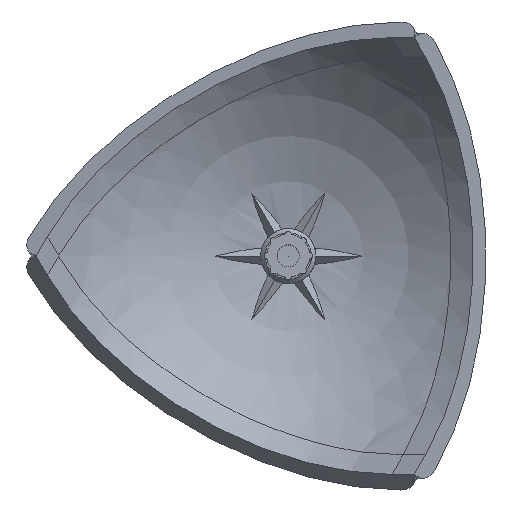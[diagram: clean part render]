
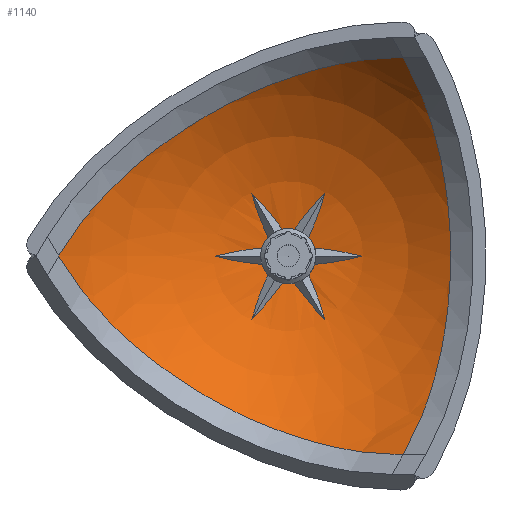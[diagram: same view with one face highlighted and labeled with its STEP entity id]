
A CAD part, top view. The second image highlights one B-rep face of the part: STEP entity #1140.
In plain terms, the highlighted spherical face has radius 25.5 mm.
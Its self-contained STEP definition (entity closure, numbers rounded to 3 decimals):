
#16=SPHERICAL_SURFACE('',#1333,25.5);
#216=FACE_OUTER_BOUND('',#287,.T.);
#287=EDGE_LOOP('',(#943,#944,#945,#946,#947,#948,#949,#950,#951,#952,#953,
#954,#955,#956,#957,#958,#959,#960,#961,#962,#963,#964,#965));
#379=CIRCLE('',#1290,2.5);
#380=CIRCLE('',#1293,2.5);
#381=CIRCLE('',#1296,2.5);
#382=CIRCLE('',#1299,2.5);
#383=CIRCLE('',#1302,2.5);
#384=CIRCLE('',#1305,2.5);
#385=CIRCLE('',#1308,18.628);
#386=CIRCLE('',#1310,18.628);
#387=CIRCLE('',#1312,18.628);
#388=CIRCLE('',#1314,18.628);
#389=CIRCLE('',#1316,18.628);
#390=CIRCLE('',#1318,18.628);
#391=CIRCLE('',#1320,18.628);
#392=CIRCLE('',#1322,18.628);
#393=CIRCLE('',#1324,18.628);
#394=CIRCLE('',#1326,18.628);
#395=CIRCLE('',#1328,18.628);
#396=CIRCLE('',#1330,18.628);
#398=CIRCLE('',#1334,25.5);
#399=CIRCLE('',#1335,25.5);
#400=CIRCLE('',#1336,25.5);
#401=CIRCLE('',#1337,25.5);
#475=VERTEX_POINT('',#2007);
#476=VERTEX_POINT('',#2009);
#478=VERTEX_POINT('',#2013);
#479=VERTEX_POINT('',#2015);
#481=VERTEX_POINT('',#2019);
#482=VERTEX_POINT('',#2021);
#484=VERTEX_POINT('',#2025);
#485=VERTEX_POINT('',#2027);
#487=VERTEX_POINT('',#2031);
#488=VERTEX_POINT('',#2033);
#490=VERTEX_POINT('',#2037);
#491=VERTEX_POINT('',#2039);
#492=VERTEX_POINT('',#2043);
#493=VERTEX_POINT('',#2047);
#494=VERTEX_POINT('',#2055);
#495=VERTEX_POINT('',#2059);
#496=VERTEX_POINT('',#2065);
#497=VERTEX_POINT('',#2071);
#499=VERTEX_POINT('',#2082);
#500=VERTEX_POINT('',#2084);
#501=VERTEX_POINT('',#2086);
#620=EDGE_CURVE('',#476,#475,#379,.T.);
#623=EDGE_CURVE('',#479,#478,#380,.T.);
#626=EDGE_CURVE('',#482,#481,#381,.T.);
#629=EDGE_CURVE('',#485,#484,#382,.T.);
#632=EDGE_CURVE('',#488,#487,#383,.T.);
#635=EDGE_CURVE('',#491,#490,#384,.T.);
#638=EDGE_CURVE('',#481,#492,#385,.T.);
#640=EDGE_CURVE('',#478,#493,#386,.T.);
#641=EDGE_CURVE('',#493,#476,#387,.T.);
#642=EDGE_CURVE('',#492,#479,#388,.T.);
#644=EDGE_CURVE('',#487,#494,#389,.T.);
#645=EDGE_CURVE('',#495,#488,#390,.T.);
#647=EDGE_CURVE('',#494,#485,#391,.T.);
#648=EDGE_CURVE('',#496,#482,#392,.T.);
#650=EDGE_CURVE('',#484,#496,#393,.T.);
#651=EDGE_CURVE('',#497,#491,#394,.T.);
#653=EDGE_CURVE('',#475,#497,#395,.T.);
#654=EDGE_CURVE('',#490,#495,#396,.T.);
#656=EDGE_CURVE('',#494,#499,#398,.T.);
#657=EDGE_CURVE('',#500,#499,#399,.T.);
#658=EDGE_CURVE('',#500,#501,#400,.T.);
#659=EDGE_CURVE('',#501,#499,#401,.T.);
#943=ORIENTED_EDGE('',*,*,#651,.T.);
#944=ORIENTED_EDGE('',*,*,#635,.T.);
#945=ORIENTED_EDGE('',*,*,#654,.T.);
#946=ORIENTED_EDGE('',*,*,#645,.T.);
#947=ORIENTED_EDGE('',*,*,#632,.T.);
#948=ORIENTED_EDGE('',*,*,#644,.T.);
#949=ORIENTED_EDGE('',*,*,#656,.T.);
#950=ORIENTED_EDGE('',*,*,#657,.F.);
#951=ORIENTED_EDGE('',*,*,#658,.T.);
#952=ORIENTED_EDGE('',*,*,#659,.T.);
#953=ORIENTED_EDGE('',*,*,#656,.F.);
#954=ORIENTED_EDGE('',*,*,#647,.T.);
#955=ORIENTED_EDGE('',*,*,#629,.T.);
#956=ORIENTED_EDGE('',*,*,#650,.T.);
#957=ORIENTED_EDGE('',*,*,#648,.T.);
#958=ORIENTED_EDGE('',*,*,#626,.T.);
#959=ORIENTED_EDGE('',*,*,#638,.T.);
#960=ORIENTED_EDGE('',*,*,#642,.T.);
#961=ORIENTED_EDGE('',*,*,#623,.T.);
#962=ORIENTED_EDGE('',*,*,#640,.T.);
#963=ORIENTED_EDGE('',*,*,#641,.T.);
#964=ORIENTED_EDGE('',*,*,#620,.T.);
#965=ORIENTED_EDGE('',*,*,#653,.T.);
#1140=ADVANCED_FACE('',(#216),#16,.F.);
#1290=AXIS2_PLACEMENT_3D('',#2010,#1618,#1619);
#1293=AXIS2_PLACEMENT_3D('',#2016,#1624,#1625);
#1296=AXIS2_PLACEMENT_3D('',#2022,#1630,#1631);
#1299=AXIS2_PLACEMENT_3D('',#2028,#1636,#1637);
#1302=AXIS2_PLACEMENT_3D('',#2034,#1642,#1643);
#1305=AXIS2_PLACEMENT_3D('',#2040,#1648,#1649);
#1308=AXIS2_PLACEMENT_3D('',#2045,#1655,#1656);
#1310=AXIS2_PLACEMENT_3D('',#2049,#1660,#1661);
#1312=AXIS2_PLACEMENT_3D('',#2051,#1664,#1665);
#1314=AXIS2_PLACEMENT_3D('',#2053,#1668,#1669);
#1316=AXIS2_PLACEMENT_3D('',#2057,#1673,#1674);
#1318=AXIS2_PLACEMENT_3D('',#2060,#1677,#1678);
#1320=AXIS2_PLACEMENT_3D('',#2063,#1682,#1683);
#1322=AXIS2_PLACEMENT_3D('',#2066,#1686,#1687);
#1324=AXIS2_PLACEMENT_3D('',#2069,#1691,#1692);
#1326=AXIS2_PLACEMENT_3D('',#2072,#1695,#1696);
#1328=AXIS2_PLACEMENT_3D('',#2075,#1700,#1701);
#1330=AXIS2_PLACEMENT_3D('',#2077,#1704,#1705);
#1333=AXIS2_PLACEMENT_3D('',#2081,#1710,#1711);
#1334=AXIS2_PLACEMENT_3D('',#2083,#1712,#1713);
#1335=AXIS2_PLACEMENT_3D('',#2085,#1714,#1715);
#1336=AXIS2_PLACEMENT_3D('',#2087,#1716,#1717);
#1337=AXIS2_PLACEMENT_3D('',#2088,#1718,#1719);
#1618=DIRECTION('center_axis',(0.,0.,-1.));
#1619=DIRECTION('ref_axis',(0.5,-0.866,0.));
#1624=DIRECTION('center_axis',(0.,0.,-1.));
#1625=DIRECTION('ref_axis',(0.5,-0.866,0.));
#1630=DIRECTION('center_axis',(0.,0.,-1.));
#1631=DIRECTION('ref_axis',(0.5,-0.866,0.));
#1636=DIRECTION('center_axis',(0.,0.,-1.));
#1637=DIRECTION('ref_axis',(0.5,-0.866,0.));
#1642=DIRECTION('center_axis',(0.,0.,-1.));
#1643=DIRECTION('ref_axis',(0.5,-0.866,0.));
#1648=DIRECTION('center_axis',(0.,0.,-1.));
#1649=DIRECTION('ref_axis',(0.5,-0.866,0.));
#1655=DIRECTION('center_axis',(0.612,-0.354,-0.707));
#1656=DIRECTION('ref_axis',(0.,0.894,-0.447));
#1660=DIRECTION('center_axis',(0.,-0.707,-0.707));
#1661=DIRECTION('ref_axis',(0.,0.707,-0.707));
#1664=DIRECTION('center_axis',(0.,0.707,-0.707));
#1665=DIRECTION('ref_axis',(0.,0.707,0.707));
#1668=DIRECTION('center_axis',(-0.612,0.354,-0.707));
#1669=DIRECTION('ref_axis',(0.,0.894,0.447));
#1673=DIRECTION('center_axis',(0.,0.707,-0.707));
#1674=DIRECTION('ref_axis',(0.,0.707,0.707));
#1677=DIRECTION('center_axis',(0.612,-0.354,-0.707));
#1678=DIRECTION('ref_axis',(0.,0.894,-0.447));
#1682=DIRECTION('center_axis',(0.,-0.707,-0.707));
#1683=DIRECTION('ref_axis',(0.,0.707,-0.707));
#1686=DIRECTION('center_axis',(-0.612,-0.354,-0.707));
#1687=DIRECTION('ref_axis',(0.,0.894,-0.447));
#1691=DIRECTION('center_axis',(0.612,0.354,-0.707));
#1692=DIRECTION('ref_axis',(0.,0.894,0.447));
#1695=DIRECTION('center_axis',(0.612,0.354,-0.707));
#1696=DIRECTION('ref_axis',(0.,0.894,0.447));
#1700=DIRECTION('center_axis',(-0.612,-0.354,-0.707));
#1701=DIRECTION('ref_axis',(0.,0.894,-0.447));
#1704=DIRECTION('center_axis',(-0.612,0.354,-0.707));
#1705=DIRECTION('ref_axis',(0.,0.894,0.447));
#1710=DIRECTION('center_axis',(0.,0.,1.));
#1711=DIRECTION('ref_axis',(1.,0.,0.));
#1712=DIRECTION('center_axis',(0.,1.,0.));
#1713=DIRECTION('ref_axis',(-1.,0.,0.));
#1714=DIRECTION('center_axis',(0.408,0.707,-0.577));
#1715=DIRECTION('ref_axis',(-0.289,-0.5,-0.816));
#1716=DIRECTION('center_axis',(0.816,0.,0.577));
#1717=DIRECTION('ref_axis',(0.408,-0.707,-0.577));
#1718=DIRECTION('center_axis',(-0.408,0.707,0.577));
#1719=DIRECTION('ref_axis',(0.408,0.707,-0.577));
#2007=CARTESIAN_POINT('',(1.842,-1.69,-25.377));
#2009=CARTESIAN_POINT('',(2.385,-0.75,-25.377));
#2010=CARTESIAN_POINT('Origin',(0.,0.,-25.377));
#2013=CARTESIAN_POINT('',(2.385,0.75,-25.377));
#2015=CARTESIAN_POINT('',(1.842,1.69,-25.377));
#2016=CARTESIAN_POINT('Origin',(0.,0.,-25.377));
#2019=CARTESIAN_POINT('',(0.543,2.44,-25.377));
#2021=CARTESIAN_POINT('',(-0.543,2.44,-25.377));
#2022=CARTESIAN_POINT('Origin',(0.,0.,-25.377));
#2025=CARTESIAN_POINT('',(-1.842,1.69,-25.377));
#2027=CARTESIAN_POINT('',(-2.385,0.75,-25.377));
#2028=CARTESIAN_POINT('Origin',(0.,0.,-25.377));
#2031=CARTESIAN_POINT('',(-2.385,-0.75,-25.377));
#2033=CARTESIAN_POINT('',(-1.842,-1.69,-25.377));
#2034=CARTESIAN_POINT('Origin',(0.,0.,-25.377));
#2037=CARTESIAN_POINT('',(-0.543,-2.44,-25.377));
#2039=CARTESIAN_POINT('',(0.543,-2.44,-25.377));
#2040=CARTESIAN_POINT('Origin',(0.,0.,-25.377));
#2043=CARTESIAN_POINT('',(3.307,5.728,-24.627));
#2045=CARTESIAN_POINT('Origin',(10.664,-6.157,-12.314));
#2047=CARTESIAN_POINT('',(6.615,0.,-24.627));
#2049=CARTESIAN_POINT('Origin',(0.,-12.314,-12.314));
#2051=CARTESIAN_POINT('Origin',(0.,12.314,-12.314));
#2053=CARTESIAN_POINT('Origin',(-10.664,6.157,-12.314));
#2055=CARTESIAN_POINT('',(-6.615,0.,-24.627));
#2057=CARTESIAN_POINT('Origin',(0.,12.314,-12.314));
#2059=CARTESIAN_POINT('',(-3.307,-5.728,-24.627));
#2060=CARTESIAN_POINT('Origin',(10.664,-6.157,-12.314));
#2063=CARTESIAN_POINT('Origin',(0.,-12.314,-12.314));
#2065=CARTESIAN_POINT('',(-3.307,5.728,-24.627));
#2066=CARTESIAN_POINT('Origin',(-10.664,-6.157,-12.314));
#2069=CARTESIAN_POINT('Origin',(10.664,6.157,-12.314));
#2071=CARTESIAN_POINT('',(3.307,-5.728,-24.627));
#2072=CARTESIAN_POINT('Origin',(10.664,6.157,-12.314));
#2075=CARTESIAN_POINT('Origin',(-10.664,-6.157,-12.314));
#2077=CARTESIAN_POINT('Origin',(-10.664,6.157,-12.314));
#2081=CARTESIAN_POINT('Origin',(0.,0.,0.));
#2082=CARTESIAN_POINT('',(-20.821,0.,-14.722));
#2083=CARTESIAN_POINT('Origin',(0.,0.,0.));
#2084=CARTESIAN_POINT('',(10.41,-18.031,-14.722));
#2085=CARTESIAN_POINT('Origin',(0.,0.,0.));
#2086=CARTESIAN_POINT('',(10.41,18.031,-14.722));
#2087=CARTESIAN_POINT('Origin',(0.,0.,0.));
#2088=CARTESIAN_POINT('Origin',(0.,0.,0.));
